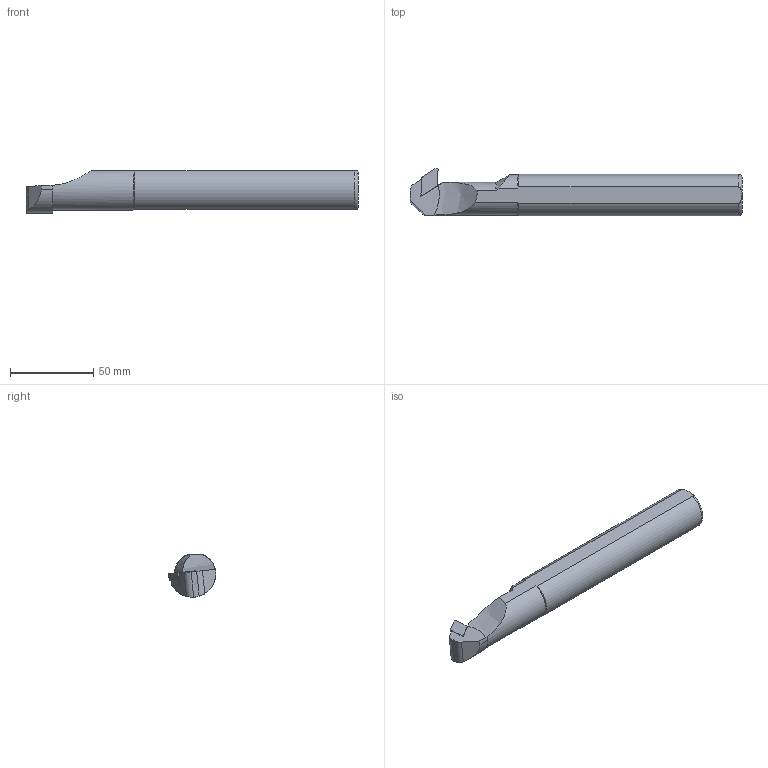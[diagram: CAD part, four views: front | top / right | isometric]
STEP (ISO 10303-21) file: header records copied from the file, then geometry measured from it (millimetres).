
FILE_DESCRIPTION(/* description */ (''),/* implementation_level */ '2;1');
FILE_NAME(/* name */ 'A25R-SDXCL-11.stp',/* time_stamp */ '2023-10-18T13:15:47+03:00',/* author */ (''),/* organization */ (''),/* preprocessor_version */ 'ST-DEVELOPER v19.4',/* originating_system */ 'SIEMENS PLM Software NX2306.3001',/* authorisation */ '');
FILE_SCHEMA (('AUTOMOTIVE_DESIGN { 1 0 10303 214 3 1 1 1 }'));
Length unit declared in the file: millimetre
Products named in the file (1): A25R SDXCR 11-LIGHT_objects
Bounding box: 200 x 28.81 x 25.5 mm (x, y, z)
Volume: 85705.2 mm3; surface area: 16068.5 mm2
Topology: 2 solids, 2 shells, 54 faces, 145 edges, 95 vertices
Faces by surface type: plane 27, cylinder 16, cone 7, torus 3, bspline 1
Entity records: 2741 total; most frequent: CARTESIAN_POINT 1310, ORIENTED_EDGE 286, DIRECTION 265, EDGE_CURVE 143, AXIS2_PLACEMENT_3D 99, VERTEX_POINT 94, LINE 67, VECTOR 67
